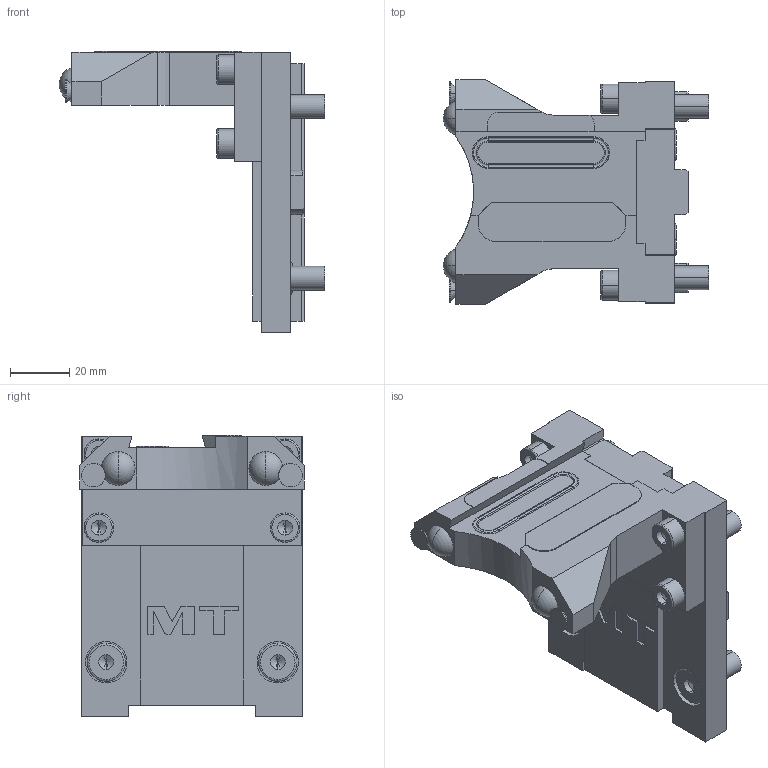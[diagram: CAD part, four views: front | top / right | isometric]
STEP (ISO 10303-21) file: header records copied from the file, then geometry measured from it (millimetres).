
FILE_DESCRIPTION((''),'2;1');
FILE_NAME('DWO2950126L_CONF','2023-04-28T10:27:52',('gvalli'),('M.T. srl'),'CREO PARAMETRIC BY PTC INC, 2021072','CREO PARAMETRIC BY PTC INC, 2021072','');
FILE_SCHEMA(('CONFIG_CONTROL_DESIGN'));
Length unit declared in the file: millimetre
Products named in the file (1): DWO2950126L_CONF
Bounding box: 89.79 x 76 x 95.32 mm (x, y, z)
Volume: 158839.6 mm3; surface area: 36884.3 mm2
Topology: 1 solids, 1 shells, 230 faces, 591 edges, 372 vertices
Faces by surface type: plane 113, cylinder 69, torus 22, cone 20, sphere 4, extrusion 2
Entity records: 7024 total; most frequent: CARTESIAN_POINT 1306, DIRECTION 1219, ORIENTED_EDGE 1150, EDGE_CURVE 575, AXIS2_PLACEMENT_3D 430, VERTEX_POINT 372, VECTOR 359, LINE 357
